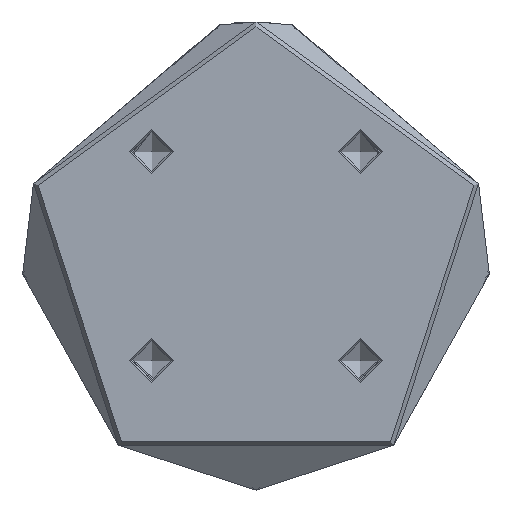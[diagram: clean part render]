
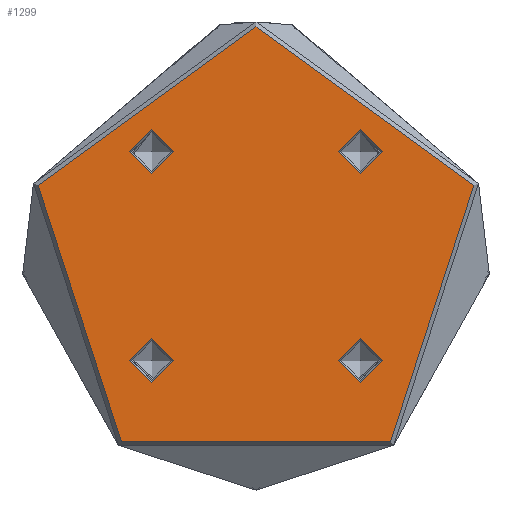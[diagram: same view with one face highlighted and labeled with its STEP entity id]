
A CAD part, front view. The second image highlights one B-rep face of the part: STEP entity #1299.
In plain terms, the highlighted face is planar.
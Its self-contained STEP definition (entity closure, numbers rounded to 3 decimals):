
#189 = AXIS2_PLACEMENT_3D ( 'NONE', #2554, #5982, #3051 ) ;
#226 = CARTESIAN_POINT ( 'NONE',  ( -21.213, 21.213, 0. ) ) ;
#342 = EDGE_LOOP ( 'NONE', ( #5027 ) ) ;
#488 = FACE_BOUND ( 'NONE', #1882, .T. ) ;
#515 = EDGE_CURVE ( 'NONE', #6112, #6112, #5374, .T. ) ;
#646 = EDGE_LOOP ( 'NONE', ( #4303 ) ) ;
#695 = DIRECTION ( 'NONE',  ( -1., 0., 0. ) ) ;
#901 = CARTESIAN_POINT ( 'NONE',  ( 21.213, -21.213, 0. ) ) ;
#1001 = DIRECTION ( 'NONE',  ( 0., 0., 1. ) ) ;
#1292 = CIRCLE ( 'NONE', #3074, 4.5 ) ;
#1299 = ADVANCED_FACE ( 'NONE', ( #1620, #488, #1474, #1629, #1412 ), #4030, .F. ) ;
#1383 = DIRECTION ( 'NONE',  ( 1., 0., 0. ) ) ;
#1409 = CARTESIAN_POINT ( 'NONE',  ( 0., 0., 0. ) ) ;
#1412 = FACE_OUTER_BOUND ( 'NONE', #1865, .T. ) ;
#1474 = FACE_BOUND ( 'NONE', #2577, .T. ) ;
#1548 = ORIENTED_EDGE ( 'NONE', *, *, #2396, .T. ) ;
#1573 = EDGE_CURVE ( 'NONE', #4623, #4623, #5572, .T. ) ;
#1620 = FACE_BOUND ( 'NONE', #646, .T. ) ;
#1629 = FACE_BOUND ( 'NONE', #342, .T. ) ;
#1666 = AXIS2_PLACEMENT_3D ( 'NONE', #1409, #4864, #1912 ) ;
#1712 = DIRECTION ( 'NONE',  ( 0., 0., 1. ) ) ;
#1865 = EDGE_LOOP ( 'NONE', ( #2287 ) ) ;
#1872 = AXIS2_PLACEMENT_3D ( 'NONE', #3979, #1001, #4458 ) ;
#1882 = EDGE_LOOP ( 'NONE', ( #1548 ) ) ;
#1912 = DIRECTION ( 'NONE',  ( 1., 0., 0. ) ) ;
#1924 = CIRCLE ( 'NONE', #1872, 4.5 ) ;
#2287 = ORIENTED_EDGE ( 'NONE', *, *, #515, .T. ) ;
#2396 = EDGE_CURVE ( 'NONE', #5705, #5705, #1292, .T. ) ;
#2554 = CARTESIAN_POINT ( 'NONE',  ( 0., 0., 0. ) ) ;
#2577 = EDGE_LOOP ( 'NONE', ( #4646 ) ) ;
#2818 = CARTESIAN_POINT ( 'NONE',  ( -25.713, 21.213, 0. ) ) ;
#2921 = AXIS2_PLACEMENT_3D ( 'NONE', #901, #4356, #1383 ) ;
#3051 = DIRECTION ( 'NONE',  ( -1., 0., 0. ) ) ;
#3074 = AXIS2_PLACEMENT_3D ( 'NONE', #226, #3687, #695 ) ;
#3094 = VERTEX_POINT ( 'NONE', #6260 ) ;
#3251 = CIRCLE ( 'NONE', #2921, 4.5 ) ;
#3687 = DIRECTION ( 'NONE',  ( 0., 0., -1. ) ) ;
#3979 = CARTESIAN_POINT ( 'NONE',  ( -21.213, -21.213, 0. ) ) ;
#4030 = PLANE ( 'NONE',  #189 ) ;
#4033 = EDGE_CURVE ( 'NONE', #5557, #5557, #3251, .T. ) ;
#4303 = ORIENTED_EDGE ( 'NONE', *, *, #4485, .F. ) ;
#4356 = DIRECTION ( 'NONE',  ( 0., 0., -1. ) ) ;
#4458 = DIRECTION ( 'NONE',  ( -1., 0., 0. ) ) ;
#4485 = EDGE_CURVE ( 'NONE', #3094, #3094, #1924, .T. ) ;
#4623 = VERTEX_POINT ( 'NONE', #4766 ) ;
#4646 = ORIENTED_EDGE ( 'NONE', *, *, #4033, .T. ) ;
#4672 = CARTESIAN_POINT ( 'NONE',  ( 21.213, 21.213, 0. ) ) ;
#4766 = CARTESIAN_POINT ( 'NONE',  ( 25.713, 21.213, 0. ) ) ;
#4864 = DIRECTION ( 'NONE',  ( 0., 0., 1. ) ) ;
#5027 = ORIENTED_EDGE ( 'NONE', *, *, #1573, .F. ) ;
#5170 = DIRECTION ( 'NONE',  ( 1., 0., 0. ) ) ;
#5297 = CARTESIAN_POINT ( 'NONE',  ( 25.713, -21.213, 0. ) ) ;
#5353 = AXIS2_PLACEMENT_3D ( 'NONE', #4672, #1712, #5170 ) ;
#5374 = CIRCLE ( 'NONE', #1666, 46.5 ) ;
#5557 = VERTEX_POINT ( 'NONE', #5297 ) ;
#5572 = CIRCLE ( 'NONE', #5353, 4.5 ) ;
#5705 = VERTEX_POINT ( 'NONE', #2818 ) ;
#5982 = DIRECTION ( 'NONE',  ( 0., 0., -1. ) ) ;
#6112 = VERTEX_POINT ( 'NONE', #6215 ) ;
#6215 = CARTESIAN_POINT ( 'NONE',  ( 46.5, 0., 0. ) ) ;
#6260 = CARTESIAN_POINT ( 'NONE',  ( -25.713, -21.213, 0. ) ) ;
